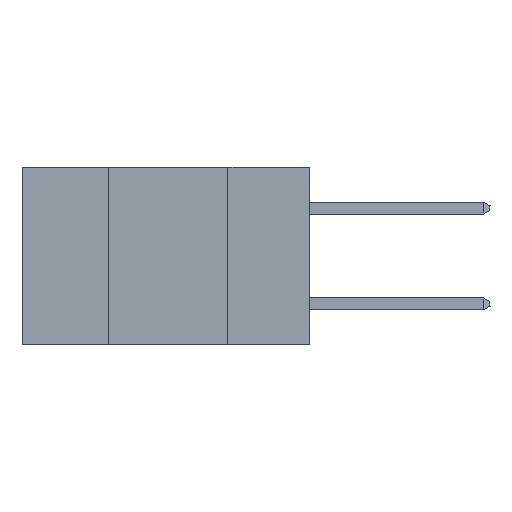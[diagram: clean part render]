
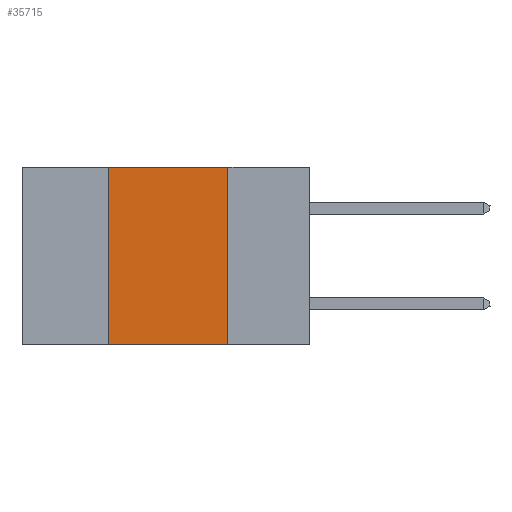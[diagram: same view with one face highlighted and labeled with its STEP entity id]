
A CAD part, left-side view. The second image highlights one B-rep face of the part: STEP entity #35715.
In plain terms, the highlighted planar face has unit normal (-1, 0, 0).
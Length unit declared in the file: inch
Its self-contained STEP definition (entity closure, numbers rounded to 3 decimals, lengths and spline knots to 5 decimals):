
#1094 = FACE_OUTER_BOUND ( 'NONE', #35516, .T. ) ;
#1411 = VECTOR ( 'NONE', #6390, 39.37008 ) ;
#2222 = CARTESIAN_POINT ( 'NONE',  ( 0., 0.17, -0.37 ) ) ;
#3413 = CARTESIAN_POINT ( 'NONE',  ( 0., 0.42, 0. ) ) ;
#3658 = EDGE_CURVE ( 'NONE', #18916, #6372, #28003, .T. ) ;
#4016 = CARTESIAN_POINT ( 'NONE',  ( 0., 0.6, 0. ) ) ;
#4142 = CARTESIAN_POINT ( 'NONE',  ( 0., 0.17, 0. ) ) ;
#4660 = VECTOR ( 'NONE', #32597, 39.37008 ) ;
#6372 = VERTEX_POINT ( 'NONE', #2222 ) ;
#6390 = DIRECTION ( 'NONE',  ( 0., -1., 0. ) ) ;
#7264 = DIRECTION ( 'NONE',  ( 0., 0., -1. ) ) ;
#8414 = ORIENTED_EDGE ( 'NONE', *, *, #3658, .F. ) ;
#8903 = AXIS2_PLACEMENT_3D ( 'NONE', #33677, #36315, #24947 ) ;
#11145 = VERTEX_POINT ( 'NONE', #3413 ) ;
#13384 = LINE ( 'NONE', #4016, #13826 ) ;
#13405 = EDGE_CURVE ( 'NONE', #11145, #18916, #13384, .T. ) ;
#13826 = VECTOR ( 'NONE', #36892, 39.37008 ) ;
#16007 = EDGE_CURVE ( 'NONE', #20336, #11145, #29241, .T. ) ;
#17061 = ORIENTED_EDGE ( 'NONE', *, *, #13405, .F. ) ;
#18508 = CARTESIAN_POINT ( 'NONE',  ( 0., 0.42, 0. ) ) ;
#18916 = VERTEX_POINT ( 'NONE', #25534 ) ;
#19564 = VECTOR ( 'NONE', #7264, 39.37008 ) ;
#20336 = VERTEX_POINT ( 'NONE', #33791 ) ;
#22559 = EDGE_CURVE ( 'NONE', #20336, #6372, #26435, .T. ) ;
#23875 = CARTESIAN_POINT ( 'NONE',  ( 0., 0.6, -0.37 ) ) ;
#24947 = DIRECTION ( 'NONE',  ( 0., 0., -1. ) ) ;
#25534 = CARTESIAN_POINT ( 'NONE',  ( 0., 0.17, 0. ) ) ;
#26435 = LINE ( 'NONE', #23875, #1411 ) ;
#27318 = ORIENTED_EDGE ( 'NONE', *, *, #16007, .F. ) ;
#28003 = LINE ( 'NONE', #4142, #19564 ) ;
#29241 = LINE ( 'NONE', #18508, #4660 ) ;
#32597 = DIRECTION ( 'NONE',  ( 0., 0., 1. ) ) ;
#32975 = ORIENTED_EDGE ( 'NONE', *, *, #22559, .T. ) ;
#33677 = CARTESIAN_POINT ( 'NONE',  ( 0., 0.6, 0. ) ) ;
#33791 = CARTESIAN_POINT ( 'NONE',  ( 0., 0.42, -0.37 ) ) ;
#34059 = PLANE ( 'NONE',  #8903 ) ;
#35516 = EDGE_LOOP ( 'NONE', ( #8414, #17061, #27318, #32975 ) ) ;
#35715 = ADVANCED_FACE ( 'NONE', ( #1094 ), #34059, .F. ) ;
#36315 = DIRECTION ( 'NONE',  ( 1., 0., 0. ) ) ;
#36892 = DIRECTION ( 'NONE',  ( 0., -1., 0. ) ) ;
